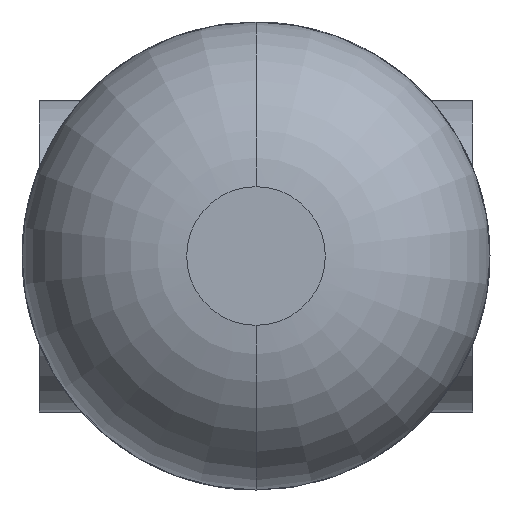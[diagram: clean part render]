
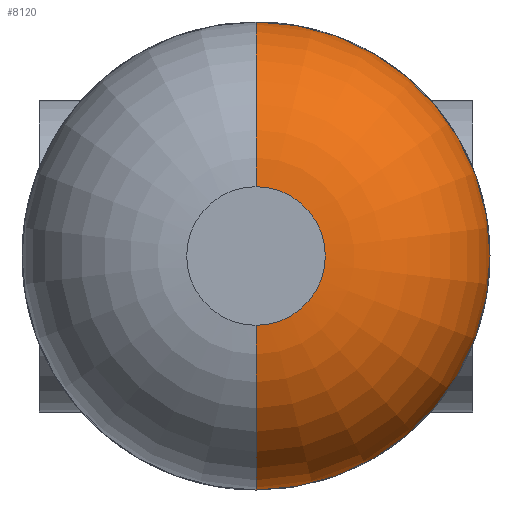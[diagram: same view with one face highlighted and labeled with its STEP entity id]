
A CAD part, front view. The second image highlights one B-rep face of the part: STEP entity #8120.
In plain terms, the highlighted toroidal (fillet/blend) face has major radius 3.5 mm and minor radius 10 mm.
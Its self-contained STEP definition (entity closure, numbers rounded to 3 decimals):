
#36 = CIRCLE ( 'NONE', #6893, 13.5 ) ;
#469 = AXIS2_PLACEMENT_3D ( 'NONE', #5137, #9312, #9347 ) ;
#547 = EDGE_CURVE ( 'NONE', #2776, #5447, #36, .T. ) ;
#677 = CIRCLE ( 'NONE', #3429, 4. ) ;
#752 = EDGE_CURVE ( 'NONE', #2776, #9370, #10826, .T. ) ;
#1108 = CARTESIAN_POINT ( 'NONE',  ( 0., 0., 4. ) ) ;
#1301 = FACE_OUTER_BOUND ( 'NONE', #9087, .T. ) ;
#1372 = EDGE_CURVE ( 'NONE', #9370, #5155, #677, .T. ) ;
#1862 = AXIS2_PLACEMENT_3D ( 'NONE', #6515, #2388, #2350 ) ;
#1956 = CIRCLE ( 'NONE', #1862, 10. ) ;
#2010 = ORIENTED_EDGE ( 'NONE', *, *, #1372, .T. ) ;
#2241 = AXIS2_PLACEMENT_3D ( 'NONE', #2949, #9574, #8880 ) ;
#2350 = DIRECTION ( 'NONE',  ( 0., 0., 1. ) ) ;
#2388 = DIRECTION ( 'NONE',  ( -1., 0., 0. ) ) ;
#2588 = EDGE_CURVE ( 'NONE', #5447, #5155, #1956, .T. ) ;
#2750 = ORIENTED_EDGE ( 'NONE', *, *, #2588, .F. ) ;
#2776 = VERTEX_POINT ( 'NONE', #9012 ) ;
#2840 = DIRECTION ( 'NONE',  ( 0., 1., 0. ) ) ;
#2949 = CARTESIAN_POINT ( 'NONE',  ( 0., 9.987, 0. ) ) ;
#2983 = DIRECTION ( 'NONE',  ( 0., 0., 1. ) ) ;
#3049 = ORIENTED_EDGE ( 'NONE', *, *, #752, .T. ) ;
#3429 = AXIS2_PLACEMENT_3D ( 'NONE', #8034, #2840, #2983 ) ;
#3606 = CARTESIAN_POINT ( 'NONE',  ( 0., 0., -4. ) ) ;
#4842 = ORIENTED_EDGE ( 'NONE', *, *, #547, .F. ) ;
#5137 = CARTESIAN_POINT ( 'NONE',  ( 0., 9.987, 3.5 ) ) ;
#5155 = VERTEX_POINT ( 'NONE', #3606 ) ;
#5447 = VERTEX_POINT ( 'NONE', #10640 ) ;
#6515 = CARTESIAN_POINT ( 'NONE',  ( 0., 9.987, -3.5 ) ) ;
#6893 = AXIS2_PLACEMENT_3D ( 'NONE', #8747, #7831, #7905 ) ;
#7831 = DIRECTION ( 'NONE',  ( 0., 1., 0. ) ) ;
#7905 = DIRECTION ( 'NONE',  ( 0., 0., -1. ) ) ;
#8034 = CARTESIAN_POINT ( 'NONE',  ( 0., 0., 0. ) ) ;
#8120 = ADVANCED_FACE ( 'NONE', ( #1301 ), #10633, .T. ) ;
#8747 = CARTESIAN_POINT ( 'NONE',  ( 0., 9.987, 0. ) ) ;
#8880 = DIRECTION ( 'NONE',  ( 0., 0., -1. ) ) ;
#9012 = CARTESIAN_POINT ( 'NONE',  ( 0., 9.987, 13.5 ) ) ;
#9087 = EDGE_LOOP ( 'NONE', ( #4842, #3049, #2010, #2750 ) ) ;
#9312 = DIRECTION ( 'NONE',  ( 1., 0., 0. ) ) ;
#9347 = DIRECTION ( 'NONE',  ( 0., 0., -1. ) ) ;
#9370 = VERTEX_POINT ( 'NONE', #1108 ) ;
#9574 = DIRECTION ( 'NONE',  ( 0., -1., 0. ) ) ;
#10633 = TOROIDAL_SURFACE ( 'NONE', #2241, 3.5, 10. ) ;
#10640 = CARTESIAN_POINT ( 'NONE',  ( 0., 9.987, -13.5 ) ) ;
#10826 = CIRCLE ( 'NONE', #469, 10. ) ;
